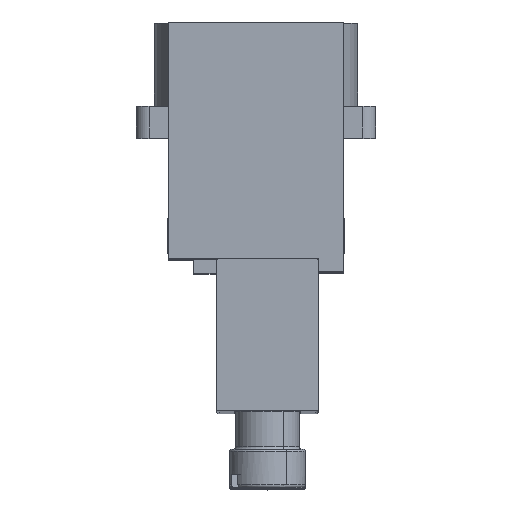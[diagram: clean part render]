
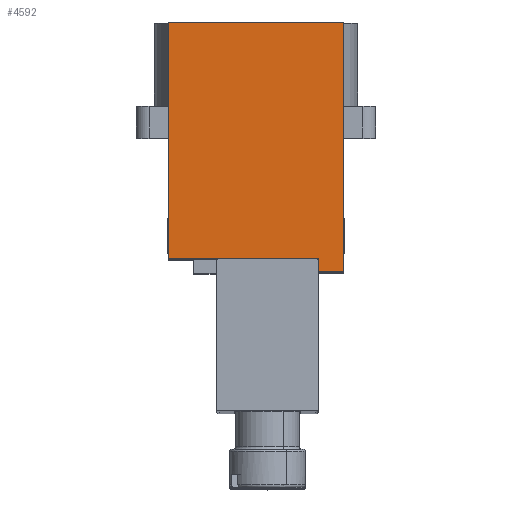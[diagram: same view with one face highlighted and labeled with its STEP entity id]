
A CAD part, top view. The second image highlights one B-rep face of the part: STEP entity #4592.
In plain terms, the highlighted face is planar.
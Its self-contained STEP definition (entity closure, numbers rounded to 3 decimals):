
#149 = LINE ( 'NONE', #2000, #10783 ) ;
#1000 = VERTEX_POINT ( 'NONE', #3784 ) ;
#1873 = EDGE_CURVE ( 'NONE', #12529, #1000, #6238, .T. ) ;
#2000 = CARTESIAN_POINT ( 'NONE',  ( -34.5, 19.6, -6.9 ) ) ;
#2141 = CARTESIAN_POINT ( 'NONE',  ( -34.5, 18.6, 6.9 ) ) ;
#2573 = DIRECTION ( 'NONE',  ( 0., 0., -1. ) ) ;
#2776 = EDGE_CURVE ( 'NONE', #15966, #10522, #18339, .T. ) ;
#3178 = CARTESIAN_POINT ( 'NONE',  ( -34.5, 0., 6.9 ) ) ;
#3324 = CARTESIAN_POINT ( 'NONE',  ( -34.5, 19.6, -4.9 ) ) ;
#3784 = CARTESIAN_POINT ( 'NONE',  ( -34.5, 0., -6.9 ) ) ;
#4034 = EDGE_LOOP ( 'NONE', ( #13284, #15933, #10805, #4800, #13520, #21245 ) ) ;
#4237 = VERTEX_POINT ( 'NONE', #3178 ) ;
#4541 = CARTESIAN_POINT ( 'NONE',  ( -34.5, 0., 6.9 ) ) ;
#4566 = VECTOR ( 'NONE', #21285, 1000. ) ;
#4592 = ADVANCED_FACE ( 'NONE', ( #6638 ), #21631, .F. ) ;
#4800 = ORIENTED_EDGE ( 'NONE', *, *, #20178, .T. ) ;
#5167 = EDGE_CURVE ( 'NONE', #8135, #4237, #9004, .T. ) ;
#6238 = LINE ( 'NONE', #21013, #14715 ) ;
#6436 = CARTESIAN_POINT ( 'NONE',  ( -34.5, 0., 6.9 ) ) ;
#6638 = FACE_OUTER_BOUND ( 'NONE', #4034, .T. ) ;
#7087 = AXIS2_PLACEMENT_3D ( 'NONE', #6436, #16592, #9600 ) ;
#7215 = LINE ( 'NONE', #4541, #15674 ) ;
#7618 = LINE ( 'NONE', #2141, #9771 ) ;
#8135 = VERTEX_POINT ( 'NONE', #20799 ) ;
#9004 = LINE ( 'NONE', #15675, #14792 ) ;
#9600 = DIRECTION ( 'NONE',  ( 0., 0., -1. ) ) ;
#9771 = VECTOR ( 'NONE', #2573, 1000. ) ;
#10522 = VERTEX_POINT ( 'NONE', #11920 ) ;
#10783 = VECTOR ( 'NONE', #15481, 1000. ) ;
#10805 = ORIENTED_EDGE ( 'NONE', *, *, #5167, .F. ) ;
#11920 = CARTESIAN_POINT ( 'NONE',  ( -34.5, 18.6, -4.9 ) ) ;
#12368 = DIRECTION ( 'NONE',  ( 0., 0., -1. ) ) ;
#12417 = DIRECTION ( 'NONE',  ( 0., -1., 0. ) ) ;
#12529 = VERTEX_POINT ( 'NONE', #20208 ) ;
#13284 = ORIENTED_EDGE ( 'NONE', *, *, #1873, .T. ) ;
#13520 = ORIENTED_EDGE ( 'NONE', *, *, #2776, .F. ) ;
#14715 = VECTOR ( 'NONE', #19473, 1000. ) ;
#14792 = VECTOR ( 'NONE', #12417, 1000. ) ;
#15481 = DIRECTION ( 'NONE',  ( 0., 0., 1. ) ) ;
#15674 = VECTOR ( 'NONE', #12368, 1000. ) ;
#15675 = CARTESIAN_POINT ( 'NONE',  ( -34.5, 0., 6.9 ) ) ;
#15933 = ORIENTED_EDGE ( 'NONE', *, *, #18679, .F. ) ;
#15966 = VERTEX_POINT ( 'NONE', #15979 ) ;
#15979 = CARTESIAN_POINT ( 'NONE',  ( -34.5, 19.6, -4.9 ) ) ;
#16592 = DIRECTION ( 'NONE',  ( 1., 0., 0. ) ) ;
#18339 = LINE ( 'NONE', #3324, #4566 ) ;
#18679 = EDGE_CURVE ( 'NONE', #4237, #1000, #7215, .T. ) ;
#18878 = EDGE_CURVE ( 'NONE', #12529, #15966, #149, .T. ) ;
#19473 = DIRECTION ( 'NONE',  ( 0., -1., 0. ) ) ;
#20178 = EDGE_CURVE ( 'NONE', #8135, #10522, #7618, .T. ) ;
#20208 = CARTESIAN_POINT ( 'NONE',  ( -34.5, 19.6, -6.9 ) ) ;
#20799 = CARTESIAN_POINT ( 'NONE',  ( -34.5, 18.6, 6.9 ) ) ;
#21013 = CARTESIAN_POINT ( 'NONE',  ( -34.5, 0., -6.9 ) ) ;
#21245 = ORIENTED_EDGE ( 'NONE', *, *, #18878, .F. ) ;
#21285 = DIRECTION ( 'NONE',  ( 0., -1., 0. ) ) ;
#21631 = PLANE ( 'NONE',  #7087 ) ;
